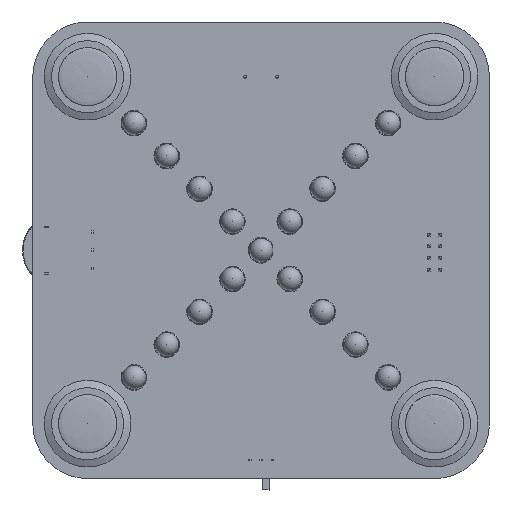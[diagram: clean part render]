
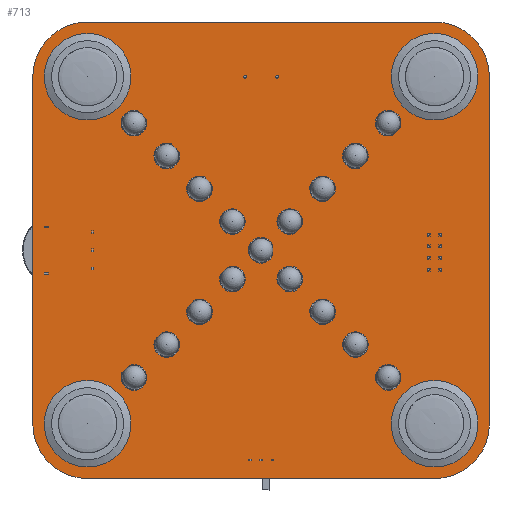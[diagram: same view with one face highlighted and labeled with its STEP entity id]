
A CAD part, top view. The second image highlights one B-rep face of the part: STEP entity #713.
In plain terms, the highlighted planar face has unit normal (0, 0, 1).
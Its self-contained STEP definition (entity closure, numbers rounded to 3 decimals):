
#304 = VERTEX_POINT('',#305);
#305 = CARTESIAN_POINT('',(-50.,-38.,1.619));
#311 = EDGE_CURVE('',#304,#312,#314,.T.);
#312 = VERTEX_POINT('',#313);
#313 = CARTESIAN_POINT('',(-38.,-50.,1.619));
#314 = CIRCLE('',#315,12.001);
#315 = AXIS2_PLACEMENT_3D('',#316,#317,#318);
#316 = CARTESIAN_POINT('',(-37.999,-37.999,1.619));
#317 = DIRECTION('',(0.,0.,1.));
#318 = DIRECTION('',(-1.,0.,0.));
#344 = EDGE_CURVE('',#312,#345,#347,.T.);
#345 = VERTEX_POINT('',#346);
#346 = CARTESIAN_POINT('',(38.,-50.,1.619));
#347 = LINE('',#348,#349);
#348 = CARTESIAN_POINT('',(-38.,-50.,1.619));
#349 = VECTOR('',#350,1.);
#350 = DIRECTION('',(1.,0.,0.));
#375 = EDGE_CURVE('',#345,#376,#378,.T.);
#376 = VERTEX_POINT('',#377);
#377 = CARTESIAN_POINT('',(50.,-38.,1.619));
#378 = CIRCLE('',#379,12.001);
#379 = AXIS2_PLACEMENT_3D('',#380,#381,#382);
#380 = CARTESIAN_POINT('',(37.999,-37.999,1.619));
#381 = DIRECTION('',(0.,0.,1.));
#382 = DIRECTION('',(0.,-1.,0.));
#408 = EDGE_CURVE('',#376,#409,#411,.T.);
#409 = VERTEX_POINT('',#410);
#410 = CARTESIAN_POINT('',(50.,38.,1.619));
#411 = LINE('',#412,#413);
#412 = CARTESIAN_POINT('',(50.,-38.,1.619));
#413 = VECTOR('',#414,1.);
#414 = DIRECTION('',(0.,1.,0.));
#439 = EDGE_CURVE('',#409,#440,#442,.T.);
#440 = VERTEX_POINT('',#441);
#441 = CARTESIAN_POINT('',(38.,50.,1.619));
#442 = CIRCLE('',#443,12.001);
#443 = AXIS2_PLACEMENT_3D('',#444,#445,#446);
#444 = CARTESIAN_POINT('',(37.999,37.999,1.619));
#445 = DIRECTION('',(0.,0.,1.));
#446 = DIRECTION('',(1.,0.,0.));
#472 = EDGE_CURVE('',#440,#473,#475,.T.);
#473 = VERTEX_POINT('',#474);
#474 = CARTESIAN_POINT('',(-38.,50.,1.619));
#475 = LINE('',#476,#477);
#476 = CARTESIAN_POINT('',(38.,50.,1.619));
#477 = VECTOR('',#478,1.);
#478 = DIRECTION('',(-1.,0.,0.));
#503 = EDGE_CURVE('',#473,#504,#506,.T.);
#504 = VERTEX_POINT('',#505);
#505 = CARTESIAN_POINT('',(-50.,38.,1.619));
#506 = CIRCLE('',#507,12.001);
#507 = AXIS2_PLACEMENT_3D('',#508,#509,#510);
#508 = CARTESIAN_POINT('',(-37.999,37.999,1.619));
#509 = DIRECTION('',(0.,0.,1.));
#510 = DIRECTION('',(0.,1.,0.));
#536 = EDGE_CURVE('',#504,#304,#537,.T.);
#537 = LINE('',#538,#539);
#538 = CARTESIAN_POINT('',(-50.,38.,1.619));
#539 = VECTOR('',#540,1.);
#540 = DIRECTION('',(0.,-1.,0.));
#560 = VERTEX_POINT('',#561);
#561 = CARTESIAN_POINT('',(-29.,-38.,1.619));
#567 = EDGE_CURVE('',#560,#560,#568,.T.);
#568 = CIRCLE('',#569,9.);
#569 = AXIS2_PLACEMENT_3D('',#570,#571,#572);
#570 = CARTESIAN_POINT('',(-38.,-38.,1.619));
#571 = DIRECTION('',(0.,0.,1.));
#572 = DIRECTION('',(1.,0.,0.));
#593 = VERTEX_POINT('',#594);
#594 = CARTESIAN_POINT('',(-29.,38.,1.619));
#600 = EDGE_CURVE('',#593,#593,#601,.T.);
#601 = CIRCLE('',#602,9.);
#602 = AXIS2_PLACEMENT_3D('',#603,#604,#605);
#603 = CARTESIAN_POINT('',(-38.,38.,1.619));
#604 = DIRECTION('',(0.,0.,1.));
#605 = DIRECTION('',(1.,0.,0.));
#626 = VERTEX_POINT('',#627);
#627 = CARTESIAN_POINT('',(47.,-38.,1.619));
#633 = EDGE_CURVE('',#626,#626,#634,.T.);
#634 = CIRCLE('',#635,9.);
#635 = AXIS2_PLACEMENT_3D('',#636,#637,#638);
#636 = CARTESIAN_POINT('',(38.,-38.,1.619));
#637 = DIRECTION('',(0.,0.,1.));
#638 = DIRECTION('',(1.,0.,0.));
#659 = VERTEX_POINT('',#660);
#660 = CARTESIAN_POINT('',(47.,38.,1.619));
#666 = EDGE_CURVE('',#659,#659,#667,.T.);
#667 = CIRCLE('',#668,9.);
#668 = AXIS2_PLACEMENT_3D('',#669,#670,#671);
#669 = CARTESIAN_POINT('',(38.,38.,1.619));
#670 = DIRECTION('',(0.,0.,1.));
#671 = DIRECTION('',(1.,0.,0.));
#713 = ADVANCED_FACE('',(#714,#724,#727,#730,#733),#736,.F.);
#714 = FACE_BOUND('',#715,.T.);
#715 = EDGE_LOOP('',(#716,#717,#718,#719,#720,#721,#722,#723));
#716 = ORIENTED_EDGE('',*,*,#311,.T.);
#717 = ORIENTED_EDGE('',*,*,#344,.T.);
#718 = ORIENTED_EDGE('',*,*,#375,.T.);
#719 = ORIENTED_EDGE('',*,*,#408,.T.);
#720 = ORIENTED_EDGE('',*,*,#439,.T.);
#721 = ORIENTED_EDGE('',*,*,#472,.T.);
#722 = ORIENTED_EDGE('',*,*,#503,.T.);
#723 = ORIENTED_EDGE('',*,*,#536,.T.);
#724 = FACE_BOUND('',#725,.F.);
#725 = EDGE_LOOP('',(#726));
#726 = ORIENTED_EDGE('',*,*,#567,.T.);
#727 = FACE_BOUND('',#728,.F.);
#728 = EDGE_LOOP('',(#729));
#729 = ORIENTED_EDGE('',*,*,#600,.T.);
#730 = FACE_BOUND('',#731,.F.);
#731 = EDGE_LOOP('',(#732));
#732 = ORIENTED_EDGE('',*,*,#633,.T.);
#733 = FACE_BOUND('',#734,.F.);
#734 = EDGE_LOOP('',(#735));
#735 = ORIENTED_EDGE('',*,*,#666,.T.);
#736 = PLANE('',#737);
#737 = AXIS2_PLACEMENT_3D('',#738,#739,#740);
#738 = CARTESIAN_POINT('',(-50.,-38.,1.619));
#739 = DIRECTION('',(0.,0.,-1.));
#740 = DIRECTION('',(-1.,0.,0.));
